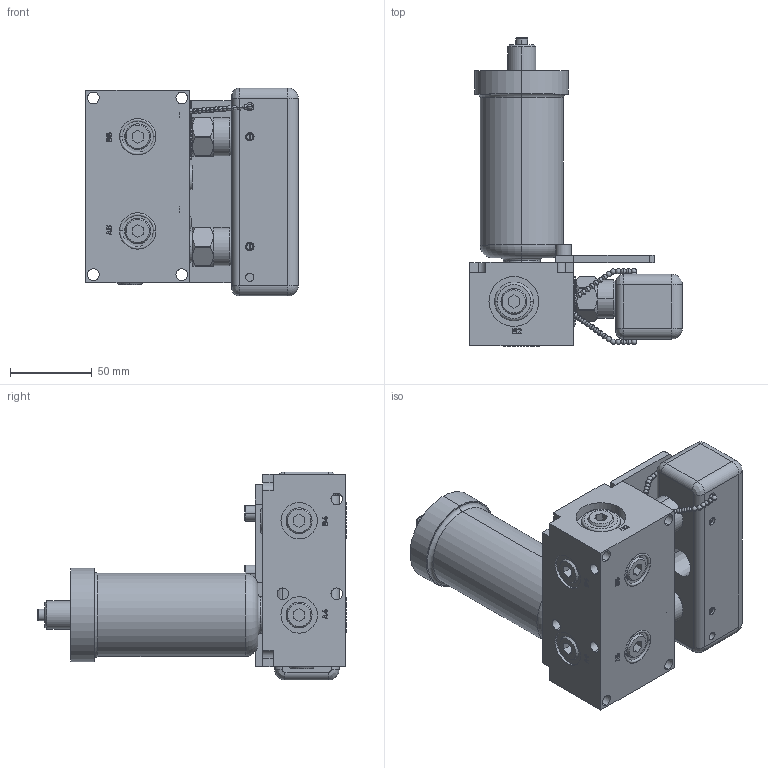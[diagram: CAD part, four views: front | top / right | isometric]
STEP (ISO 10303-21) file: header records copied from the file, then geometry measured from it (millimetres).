
FILE_DESCRIPTION((''),'2;1');
FILE_NAME('ILC56000519','2020-04-16T',('npeters'),(''),'PRO/ENGINEER BY PARAMETRIC TECHNOLOGY CORPORATION, 2013320','PRO/ENGINEER BY PARAMETRIC TECHNOLOGY CORPORATION, 2013320','');
FILE_SCHEMA(('AUTOMOTIVE_DESIGN { 1 0 10303 214 1 1 1 1 }'));
Length unit declared in the file: inch
Products named in the file (3): ILC56000519_PD; ILC56000519_COVER; ILC56000519
Assembly tree (2 placements, depth 2):
  ILC56000519
    ILC56000519_PD
    ILC56000519_COVER
Bounding box: 129.82 x 188.54 x 127 mm (x, y, z)
Volume: 643962.9 mm3; surface area: 129764.9 mm2
Topology: 1 solids, 47 shells, 1308 faces, 3403 edges, 2123 vertices
Faces by surface type: plane 841, cylinder 179, sphere 138, cone 90, torus 56, bspline 4
Entity records: 42270 total; most frequent: CARTESIAN_POINT 8167, DIRECTION 6579, ORIENTED_EDGE 6438, EDGE_CURVE 3231, VECTOR 2359, LINE 2359, VERTEX_POINT 2123, AXIS2_PLACEMENT_3D 2110
